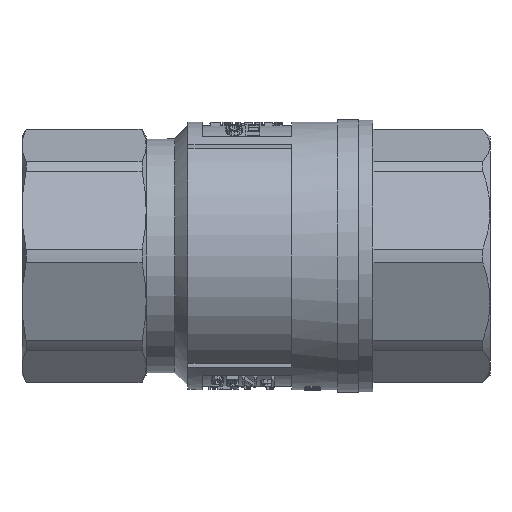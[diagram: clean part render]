
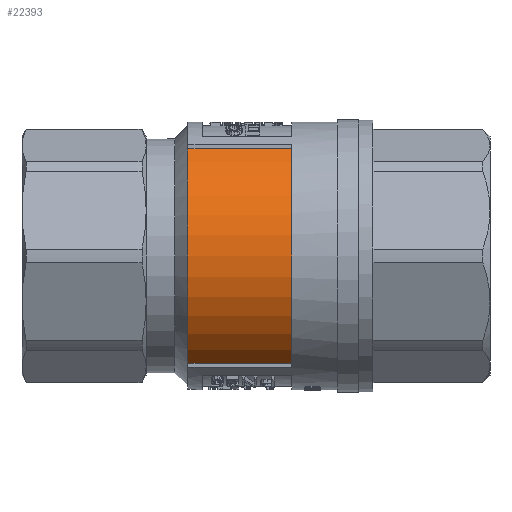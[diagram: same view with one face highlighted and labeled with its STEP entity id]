
A CAD part, front view. The second image highlights one B-rep face of the part: STEP entity #22393.
In plain terms, the highlighted cylindrical face has radius 27.25 mm (diameter 54.5 mm), a partial arc.
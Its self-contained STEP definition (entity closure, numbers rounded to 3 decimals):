
#3077=LINE('',#45557,#4476);
#3091=LINE('',#45612,#4490);
#4476=VECTOR('',#35899,1000.);
#4490=VECTOR('',#35953,1000.);
#6207=ORIENTED_EDGE('',*,*,#13144,.F.);
#6208=ORIENTED_EDGE('',*,*,#13148,.T.);
#6209=ORIENTED_EDGE('',*,*,#13170,.T.);
#6210=ORIENTED_EDGE('',*,*,#13171,.T.);
#13144=EDGE_CURVE('',#16660,#16661,#3077,.T.);
#13148=EDGE_CURVE('',#16660,#16663,#18966,.T.);
#13170=EDGE_CURVE('',#16663,#16682,#3091,.T.);
#13171=EDGE_CURVE('',#16682,#16661,#18967,.T.);
#16660=VERTEX_POINT('',#45556);
#16661=VERTEX_POINT('',#45558);
#16663=VERTEX_POINT('',#45564);
#16682=VERTEX_POINT('',#45613);
#18966=CIRCLE('',#32281,27.25);
#18967=CIRCLE('',#32299,27.25);
#19435=EDGE_LOOP('',(#6207,#6208,#6209,#6210));
#20871=FACE_BOUND('',#19435,.T.);
#22194=CYLINDRICAL_SURFACE('',#32298,27.25);
#22393=ADVANCED_FACE('',(#20871),#22194,.T.);
#32281=AXIS2_PLACEMENT_3D('',#45565,#35906,#35907);
#32298=AXIS2_PLACEMENT_3D('',#45611,#35951,#35952);
#32299=AXIS2_PLACEMENT_3D('',#45614,#35954,#35955);
#35899=DIRECTION('',(0.,0.,-1.));
#35906=DIRECTION('',(0.,0.,-1.));
#35907=DIRECTION('',(-1.,0.,0.));
#35951=DIRECTION('',(0.,0.,-1.));
#35952=DIRECTION('',(-1.,0.,0.));
#35953=DIRECTION('',(0.,0.,-1.));
#35954=DIRECTION('',(0.,0.,1.));
#35955=DIRECTION('',(1.,0.,0.));
#45556=CARTESIAN_POINT('',(-22.412,15.5,44.));
#45557=CARTESIAN_POINT('',(-22.412,15.5,37.25));
#45558=CARTESIAN_POINT('',(-22.412,15.5,22.25));
#45564=CARTESIAN_POINT('',(22.412,15.5,44.));
#45565=CARTESIAN_POINT('',(0.,0.,44.));
#45611=CARTESIAN_POINT('',(0.,0.,37.25));
#45612=CARTESIAN_POINT('',(22.412,15.5,37.25));
#45613=CARTESIAN_POINT('',(22.412,15.5,22.25));
#45614=CARTESIAN_POINT('',(0.,0.,22.25));
